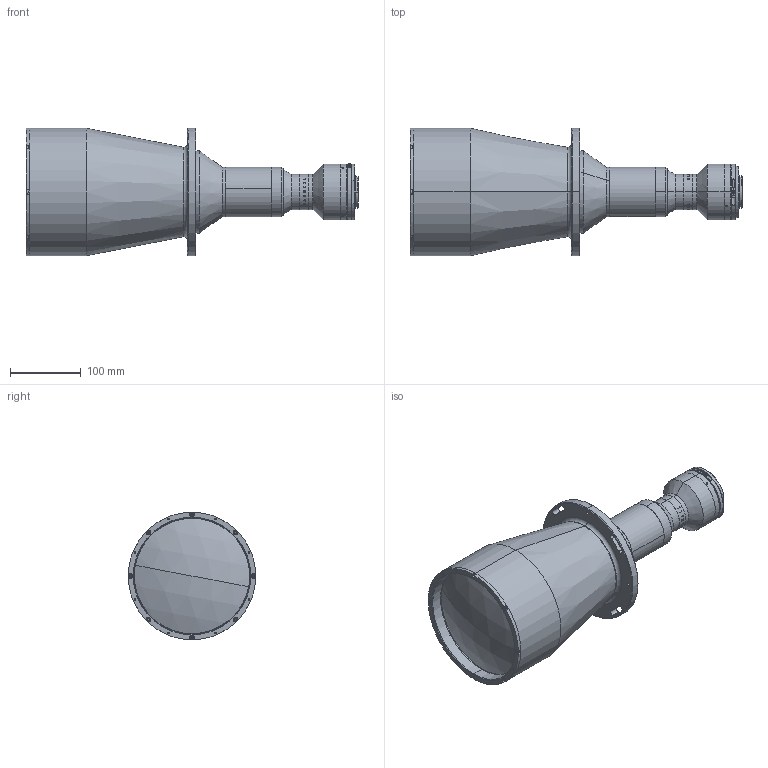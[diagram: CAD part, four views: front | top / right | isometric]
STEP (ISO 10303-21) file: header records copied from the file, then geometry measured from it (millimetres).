
FILE_DESCRIPTION (( 'STEP AP203' ), '1' );
FILE_NAME ('XF-PTL15229-0192-320F-(HD).STEP', '2018-12-24T03:04:06', ( 'lawlynn' ), ( '' ), 'SwSTEP 2.0', 'SolidWorks 2014', '' );
FILE_SCHEMA (( 'CONFIG_CONTROL_DESIGN' ));
Length unit declared in the file: millimetre
Products named in the file (1): XF-PTL15229-0192-320F-(HD)
Bounding box: 468.84 x 180 x 180 mm (x, y, z)
Surface area: 276646.2 mm2 (no closed solid volume)
Topology: 0 solids, 39 shells, 316 faces, 1422 edges, 1140 vertices
Faces by surface type: cylinder 144, plane 112, cone 40, torus 16, sphere 4
Entity records: 19848 total; most frequent: CARTESIAN_POINT 8373, DIRECTION 2372, ORIENTED_EDGE 2050, EDGE_CURVE 1420, VERTEX_POINT 1140, AXIS2_PLACEMENT_3D 901, CIRCLE 584, VECTOR 570
